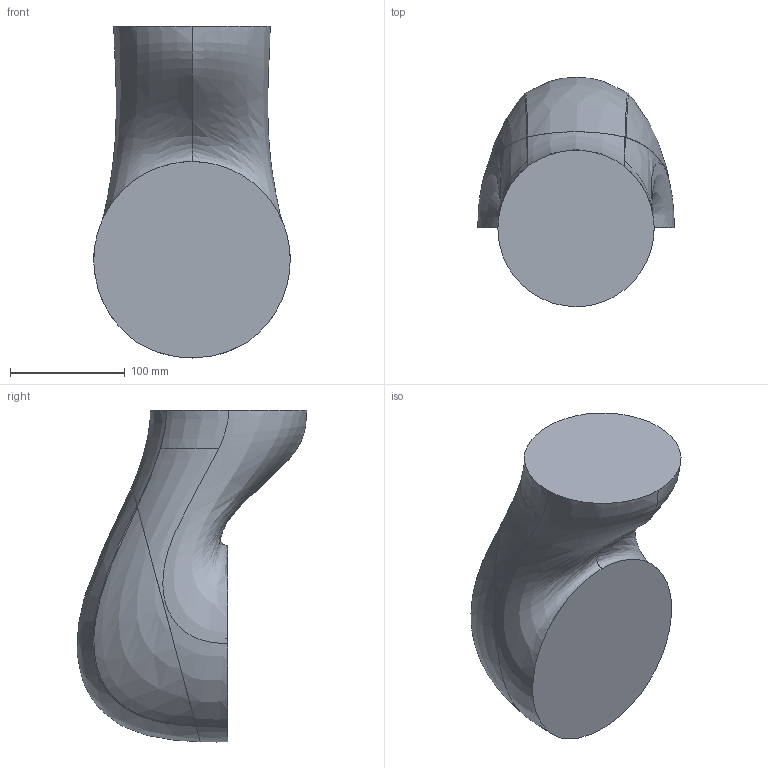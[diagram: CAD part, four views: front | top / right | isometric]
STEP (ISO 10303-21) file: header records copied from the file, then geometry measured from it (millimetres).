
FILE_DESCRIPTION(/* description */ (''),/* implementation_level */ '2;1');
FILE_NAME(/* name */ 'axe_2',/* time_stamp */ '2023-07-27T21:45:48+02:00',/* author */ (''),/* organization */ (''),/* preprocessor_version */ 'ST-DEVELOPER v16.5',/* originating_system */ 'Rhino 7.22',/* authorisation */ '');
FILE_SCHEMA (('CONFIG_CONTROL_DESIGN'));
Length unit declared in the file: millimetre
Products named in the file (1): axe_2
Bounding box: 171.02 x 199.91 x 289.03 mm (x, y, z)
Volume: 3906901.9 mm3; surface area: 152306.3 mm2
Topology: 1 solids, 1 shells, 23 faces, 61 edges, 38 vertices
Faces by surface type: bspline 19, plane 4
Entity records: 5324 total; most frequent: CARTESIAN_POINT 4866, ORIENTED_EDGE 118, EDGE_CURVE 59, B_SPLINE_CURVE_WITH_KNOTS 59, VERTEX_POINT 38, ADVANCED_FACE 23, FACE_OUTER_BOUND 23, EDGE_LOOP 23
